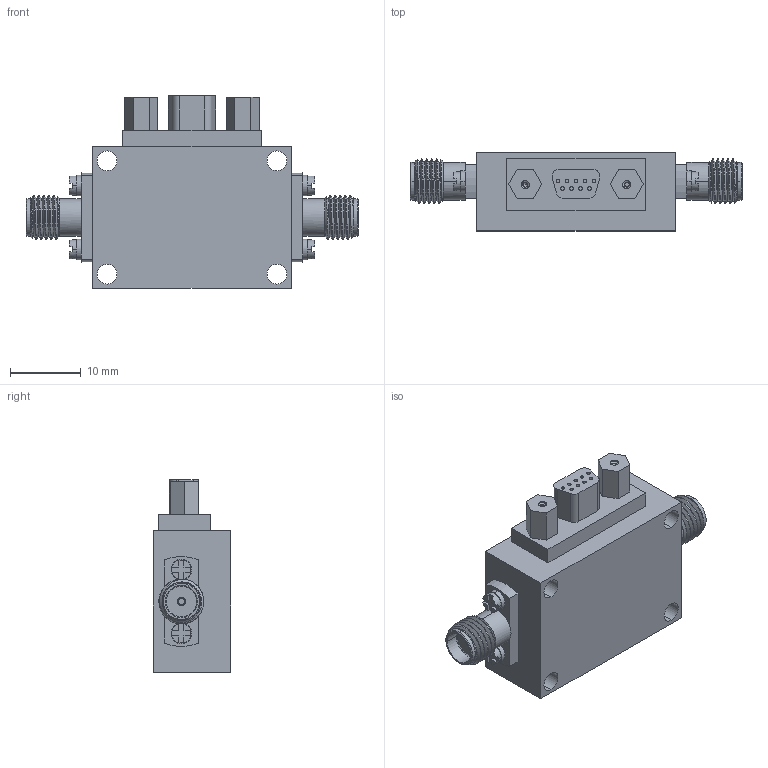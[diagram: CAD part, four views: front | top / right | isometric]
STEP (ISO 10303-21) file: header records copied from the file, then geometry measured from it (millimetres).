
FILE_DESCRIPTION (( 'STEP AP214' ), '1' );
FILE_NAME ('FM82P5022_3D.step', '2023-03-16T18:20:00', ( '' ), ( '' ), 'SwSTEP 2.0', 'SolidWorks 2022', '' );
FILE_SCHEMA (( 'AUTOMOTIVE_DESIGN' ));
Length unit declared in the file: millimetre
Products named in the file (6): FM82P5024_WASHER; FM82P5022_9 PIN CONNECTOR; FM82P5024_SCREW 4-40; FM82P5022_3D; PE45572 ¦ FMCN1622; FM82P5022_Base Model
Assembly tree (12 placements, depth 2):
  FM82P5022_3D
    FM82P5022_Base Model
    FM82P5022_9 PIN CONNECTOR
    PE45572 ¦ FMCN1622  x2
    FM82P5024_SCREW 4-40  x4
    FM82P5024_WASHER  x4
Bounding box: 46.9 x 11 x 27.2 mm (x, y, z)
Volume: 6774.9 mm3; surface area: 4548.8 mm2
Topology: 22 solids, 22 shells, 892 faces, 2245 edges, 1463 vertices
Faces by surface type: plane 488, cylinder 201, cone 105, bspline 98
Entity records: 24956 total; most frequent: CARTESIAN_POINT 9220, ORIENTED_EDGE 3352, DIRECTION 2427, EDGE_CURVE 1676, VERTEX_POINT 1107, VECTOR 811, LINE 811, AXIS2_PLACEMENT_3D 808
